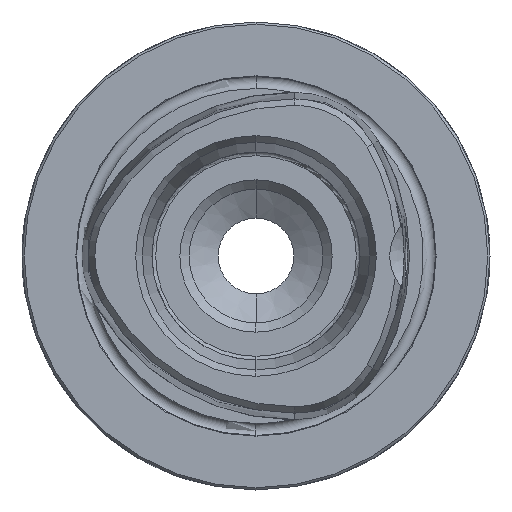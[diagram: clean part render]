
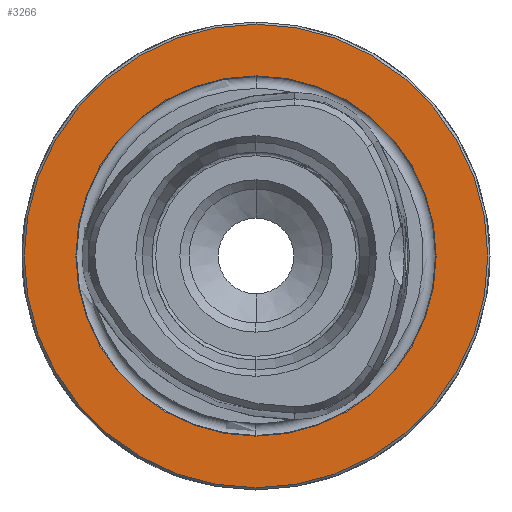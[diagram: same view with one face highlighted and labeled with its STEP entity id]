
A CAD part, left-side view. The second image highlights one B-rep face of the part: STEP entity #3266.
In plain terms, the highlighted planar face has unit normal (-1, 0, 0).
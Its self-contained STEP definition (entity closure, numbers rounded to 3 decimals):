
#222 = ORIENTED_EDGE ( 'NONE', *, *, #4155, .F. ) ;
#251 = EDGE_LOOP ( 'NONE', ( #1579, #222 ) ) ;
#268 = EDGE_LOOP ( 'NONE', ( #2069, #4885 ) ) ;
#471 = VERTEX_POINT ( 'NONE', #4366 ) ;
#567 = CARTESIAN_POINT ( 'NONE',  ( 0., 0., -24.25 ) ) ;
#571 = DIRECTION ( 'NONE',  ( 0., 0., 1. ) ) ;
#631 = CARTESIAN_POINT ( 'NONE',  ( 0., 0., 0. ) ) ;
#1105 = AXIS2_PLACEMENT_3D ( 'NONE', #4415, #2526, #1724 ) ;
#1233 = CIRCLE ( 'NONE', #4016, 31.2 ) ;
#1254 = EDGE_CURVE ( 'NONE', #1905, #2546, #1233, .T. ) ;
#1384 = DIRECTION ( 'NONE',  ( 0., 0., 1. ) ) ;
#1534 = CIRCLE ( 'NONE', #2329, 31.2 ) ;
#1579 = ORIENTED_EDGE ( 'NONE', *, *, #2942, .F. ) ;
#1646 = DIRECTION ( 'NONE',  ( -1., 0., 0. ) ) ;
#1709 = CARTESIAN_POINT ( 'NONE',  ( 0., 0., 0. ) ) ;
#1724 = DIRECTION ( 'NONE',  ( 0., 0., -1. ) ) ;
#1905 = VERTEX_POINT ( 'NONE', #3015 ) ;
#2069 = ORIENTED_EDGE ( 'NONE', *, *, #4612, .T. ) ;
#2329 = AXIS2_PLACEMENT_3D ( 'NONE', #631, #4018, #1384 ) ;
#2526 = DIRECTION ( 'NONE',  ( 1., 0., 0. ) ) ;
#2546 = VERTEX_POINT ( 'NONE', #4238 ) ;
#2898 = FACE_BOUND ( 'NONE', #251, .T. ) ;
#2942 = EDGE_CURVE ( 'NONE', #471, #3345, #3168, .T. ) ;
#3015 = CARTESIAN_POINT ( 'NONE',  ( 0., 0., 31.2 ) ) ;
#3151 = AXIS2_PLACEMENT_3D ( 'NONE', #1709, #1646, #3946 ) ;
#3168 = CIRCLE ( 'NONE', #4682, 24.25 ) ;
#3244 = CARTESIAN_POINT ( 'NONE',  ( 0., 0., 0. ) ) ;
#3266 = ADVANCED_FACE ( 'NONE', ( #2898, #3935 ), #4342, .F. ) ;
#3319 = CIRCLE ( 'NONE', #3151, 24.25 ) ;
#3345 = VERTEX_POINT ( 'NONE', #567 ) ;
#3935 = FACE_OUTER_BOUND ( 'NONE', #268, .T. ) ;
#3941 = DIRECTION ( 'NONE',  ( -1., 0., 0. ) ) ;
#3946 = DIRECTION ( 'NONE',  ( 0., 0., 1. ) ) ;
#3964 = DIRECTION ( 'NONE',  ( 0., 0., 1. ) ) ;
#3988 = DIRECTION ( 'NONE',  ( -1., 0., 0. ) ) ;
#4016 = AXIS2_PLACEMENT_3D ( 'NONE', #4181, #3988, #571 ) ;
#4018 = DIRECTION ( 'NONE',  ( -1., 0., 0. ) ) ;
#4155 = EDGE_CURVE ( 'NONE', #3345, #471, #3319, .T. ) ;
#4181 = CARTESIAN_POINT ( 'NONE',  ( 0., 0., 0. ) ) ;
#4238 = CARTESIAN_POINT ( 'NONE',  ( 0., 0., -31.2 ) ) ;
#4342 = PLANE ( 'NONE',  #1105 ) ;
#4366 = CARTESIAN_POINT ( 'NONE',  ( 0., 0., 24.25 ) ) ;
#4415 = CARTESIAN_POINT ( 'NONE',  ( 0., 24.25, 0. ) ) ;
#4612 = EDGE_CURVE ( 'NONE', #2546, #1905, #1534, .T. ) ;
#4682 = AXIS2_PLACEMENT_3D ( 'NONE', #3244, #3941, #3964 ) ;
#4885 = ORIENTED_EDGE ( 'NONE', *, *, #1254, .T. ) ;
